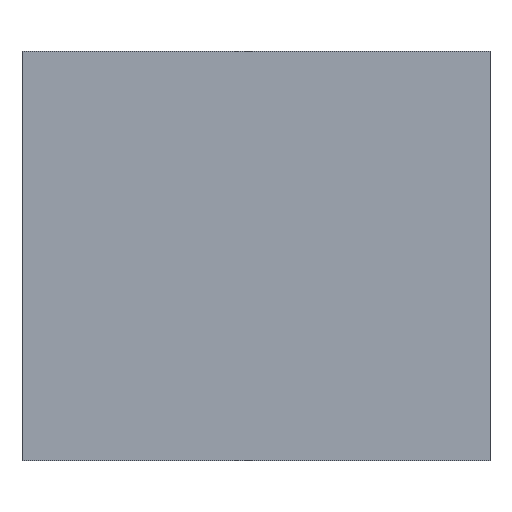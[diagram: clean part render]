
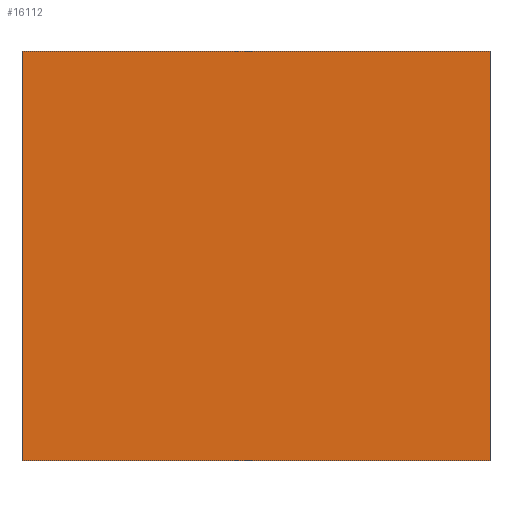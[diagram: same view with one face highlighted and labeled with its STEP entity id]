
A CAD part, top view. The second image highlights one B-rep face of the part: STEP entity #16112.
In plain terms, the highlighted face is planar.
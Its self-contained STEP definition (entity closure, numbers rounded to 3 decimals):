
#14160=DIRECTION('',(1.,0.,0.));
#14161=VECTOR('',#14160,4.);
#14162=CARTESIAN_POINT('',(-2.,0.975,1.75));
#14163=LINE('',#14162,#14161);
#14167=DIRECTION('',(0.,0.,1.));
#14168=VECTOR('',#14167,3.5);
#14169=CARTESIAN_POINT('',(-2.,0.975,-1.75));
#14170=LINE('',#14169,#14168);
#14174=DIRECTION('',(-1.,0.,0.));
#14175=VECTOR('',#14174,4.);
#14176=CARTESIAN_POINT('',(2.,0.975,-1.75));
#14177=LINE('',#14176,#14175);
#14181=DIRECTION('',(0.,0.,-1.));
#14182=VECTOR('',#14181,3.5);
#14183=CARTESIAN_POINT('',(2.,0.975,1.75));
#14184=LINE('',#14183,#14182);
#14580=CARTESIAN_POINT('',(-2.,0.975,1.75));
#14581=CARTESIAN_POINT('',(2.,0.975,1.75));
#14582=VERTEX_POINT('',#14580);
#14583=VERTEX_POINT('',#14581);
#14584=CARTESIAN_POINT('',(2.,0.975,-1.75));
#14585=VERTEX_POINT('',#14584);
#14586=CARTESIAN_POINT('',(-2.,0.975,-1.75));
#14587=VERTEX_POINT('',#14586);
#16100=CARTESIAN_POINT('',(0.,0.975,0.));
#16101=DIRECTION('',(0.,1.,0.));
#16102=DIRECTION('',(1.,0.,0.));
#16103=AXIS2_PLACEMENT_3D('',#16100,#16101,#16102);
#16104=PLANE('',#16103);
#16105=ORIENTED_EDGE('',*,*,#15974,.F.);
#16106=ORIENTED_EDGE('',*,*,#16029,.F.);
#16107=ORIENTED_EDGE('',*,*,#15317,.F.);
#16109=ORIENTED_EDGE('',*,*,#16108,.F.);
#16110=EDGE_LOOP('',(#16105,#16106,#16107,#16109));
#16111=FACE_OUTER_BOUND('',#16110,.F.);
#16112=ADVANCED_FACE('',(#16111),#16104,.T.);
#15317=EDGE_CURVE('',#14585,#14587,#14177,.T.);
#15974=EDGE_CURVE('',#14582,#14583,#14163,.T.);
#16029=EDGE_CURVE('',#14587,#14582,#14170,.T.);
#16108=EDGE_CURVE('',#14583,#14585,#14184,.T.);
